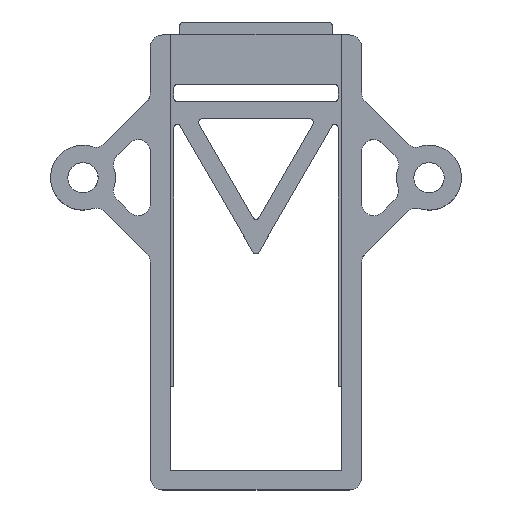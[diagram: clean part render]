
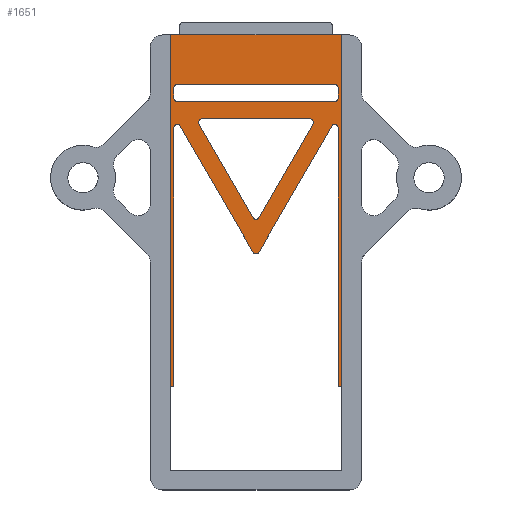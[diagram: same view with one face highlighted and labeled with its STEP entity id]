
A CAD part, top view. The second image highlights one B-rep face of the part: STEP entity #1651.
In plain terms, the highlighted planar face has unit normal (0, 0, 1).
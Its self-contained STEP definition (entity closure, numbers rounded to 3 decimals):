
#26=FACE_BOUND('',#237,.T.);
#27=FACE_BOUND('',#238,.T.);
#61=PLANE('',#1816);
#142=FACE_OUTER_BOUND('',#236,.T.);
#236=EDGE_LOOP('',(#1469,#1470,#1471,#1472,#1473,#1474,#1475,#1476,#1477,
#1478,#1479,#1480));
#237=EDGE_LOOP('',(#1481,#1482,#1483,#1484,#1485,#1486));
#238=EDGE_LOOP('',(#1487,#1488,#1489,#1490,#1491,#1492,#1493,#1494));
#319=LINE('',#2460,#481);
#323=LINE('',#2468,#485);
#340=LINE('',#2514,#502);
#344=LINE('',#2524,#506);
#347=LINE('',#2532,#509);
#351=LINE('',#2542,#513);
#355=LINE('',#2552,#517);
#358=LINE('',#2560,#520);
#361=LINE('',#2568,#523);
#365=LINE('',#2577,#527);
#368=LINE('',#2587,#530);
#370=LINE('',#2593,#532);
#384=LINE('',#2635,#546);
#440=LINE('',#2775,#602);
#444=LINE('',#2786,#606);
#445=LINE('',#2788,#607);
#481=VECTOR('',#1941,10.);
#485=VECTOR('',#1945,10.);
#502=VECTOR('',#1986,10.);
#506=VECTOR('',#1996,10.);
#509=VECTOR('',#2005,10.);
#513=VECTOR('',#2015,10.);
#517=VECTOR('',#2025,10.);
#520=VECTOR('',#2034,10.);
#523=VECTOR('',#2043,10.);
#527=VECTOR('',#2053,10.);
#530=VECTOR('',#2066,10.);
#532=VECTOR('',#2074,10.);
#546=VECTOR('',#2120,10.);
#602=VECTOR('',#2270,10.);
#606=VECTOR('',#2288,10.);
#607=VECTOR('',#2291,10.);
#618=CIRCLE('',#1718,0.4);
#619=CIRCLE('',#1721,0.4);
#620=CIRCLE('',#1724,0.4);
#621=CIRCLE('',#1727,0.4);
#622=CIRCLE('',#1730,0.4);
#623=CIRCLE('',#1733,0.4);
#624=CIRCLE('',#1736,0.4);
#625=CIRCLE('',#1739,0.4);
#626=CIRCLE('',#1741,0.4);
#627=CIRCLE('',#1744,0.4);
#722=VERTEX_POINT('',#2457);
#723=VERTEX_POINT('',#2459);
#726=VERTEX_POINT('',#2465);
#727=VERTEX_POINT('',#2467);
#744=VERTEX_POINT('',#2513);
#745=VERTEX_POINT('',#2517);
#746=VERTEX_POINT('',#2518);
#747=VERTEX_POINT('',#2523);
#748=VERTEX_POINT('',#2527);
#749=VERTEX_POINT('',#2531);
#750=VERTEX_POINT('',#2535);
#751=VERTEX_POINT('',#2536);
#752=VERTEX_POINT('',#2541);
#753=VERTEX_POINT('',#2545);
#754=VERTEX_POINT('',#2546);
#755=VERTEX_POINT('',#2551);
#756=VERTEX_POINT('',#2555);
#757=VERTEX_POINT('',#2559);
#758=VERTEX_POINT('',#2563);
#759=VERTEX_POINT('',#2567);
#760=VERTEX_POINT('',#2571);
#761=VERTEX_POINT('',#2572);
#762=VERTEX_POINT('',#2579);
#763=VERTEX_POINT('',#2583);
#764=VERTEX_POINT('',#2589);
#776=VERTEX_POINT('',#2634);
#883=EDGE_CURVE('',#723,#722,#319,.T.);
#887=EDGE_CURVE('',#727,#726,#323,.T.);
#910=EDGE_CURVE('',#744,#723,#340,.T.);
#912=EDGE_CURVE('',#745,#746,#618,.T.);
#915=EDGE_CURVE('',#747,#746,#344,.T.);
#917=EDGE_CURVE('',#747,#748,#619,.T.);
#919=EDGE_CURVE('',#749,#748,#347,.T.);
#921=EDGE_CURVE('',#750,#751,#620,.T.);
#924=EDGE_CURVE('',#752,#751,#351,.T.);
#926=EDGE_CURVE('',#753,#754,#621,.T.);
#929=EDGE_CURVE('',#755,#754,#355,.T.);
#931=EDGE_CURVE('',#752,#756,#622,.T.);
#933=EDGE_CURVE('',#757,#756,#358,.T.);
#935=EDGE_CURVE('',#749,#758,#623,.T.);
#937=EDGE_CURVE('',#759,#758,#361,.T.);
#939=EDGE_CURVE('',#760,#761,#624,.T.);
#942=EDGE_CURVE('',#722,#761,#365,.T.);
#943=EDGE_CURVE('',#755,#762,#625,.T.);
#945=EDGE_CURVE('',#757,#763,#626,.T.);
#947=EDGE_CURVE('',#750,#763,#368,.T.);
#948=EDGE_CURVE('',#759,#764,#627,.T.);
#950=EDGE_CURVE('',#745,#764,#370,.T.);
#971=EDGE_CURVE('',#744,#776,#384,.T.);
#1046=EDGE_CURVE('',#753,#727,#440,.T.);
#1050=EDGE_CURVE('',#760,#762,#444,.T.);
#1051=EDGE_CURVE('',#726,#776,#445,.T.);
#1469=ORIENTED_EDGE('',*,*,#943,.F.);
#1470=ORIENTED_EDGE('',*,*,#929,.T.);
#1471=ORIENTED_EDGE('',*,*,#926,.F.);
#1472=ORIENTED_EDGE('',*,*,#1046,.T.);
#1473=ORIENTED_EDGE('',*,*,#887,.T.);
#1474=ORIENTED_EDGE('',*,*,#1051,.T.);
#1475=ORIENTED_EDGE('',*,*,#971,.F.);
#1476=ORIENTED_EDGE('',*,*,#910,.T.);
#1477=ORIENTED_EDGE('',*,*,#883,.T.);
#1478=ORIENTED_EDGE('',*,*,#942,.T.);
#1479=ORIENTED_EDGE('',*,*,#939,.F.);
#1480=ORIENTED_EDGE('',*,*,#1050,.T.);
#1481=ORIENTED_EDGE('',*,*,#933,.T.);
#1482=ORIENTED_EDGE('',*,*,#931,.F.);
#1483=ORIENTED_EDGE('',*,*,#924,.T.);
#1484=ORIENTED_EDGE('',*,*,#921,.F.);
#1485=ORIENTED_EDGE('',*,*,#947,.T.);
#1486=ORIENTED_EDGE('',*,*,#945,.F.);
#1487=ORIENTED_EDGE('',*,*,#937,.T.);
#1488=ORIENTED_EDGE('',*,*,#935,.F.);
#1489=ORIENTED_EDGE('',*,*,#919,.T.);
#1490=ORIENTED_EDGE('',*,*,#917,.F.);
#1491=ORIENTED_EDGE('',*,*,#915,.T.);
#1492=ORIENTED_EDGE('',*,*,#912,.F.);
#1493=ORIENTED_EDGE('',*,*,#950,.T.);
#1494=ORIENTED_EDGE('',*,*,#948,.F.);
#1651=ADVANCED_FACE('',(#142,#26,#27),#61,.F.);
#1718=AXIS2_PLACEMENT_3D('',#2519,#1990,#1991);
#1721=AXIS2_PLACEMENT_3D('',#2528,#2000,#2001);
#1724=AXIS2_PLACEMENT_3D('',#2537,#2009,#2010);
#1727=AXIS2_PLACEMENT_3D('',#2547,#2019,#2020);
#1730=AXIS2_PLACEMENT_3D('',#2556,#2029,#2030);
#1733=AXIS2_PLACEMENT_3D('',#2564,#2038,#2039);
#1736=AXIS2_PLACEMENT_3D('',#2573,#2047,#2048);
#1739=AXIS2_PLACEMENT_3D('',#2580,#2056,#2057);
#1741=AXIS2_PLACEMENT_3D('',#2584,#2061,#2062);
#1744=AXIS2_PLACEMENT_3D('',#2590,#2069,#2070);
#1816=AXIS2_PLACEMENT_3D('',#2787,#2289,#2290);
#1941=DIRECTION('',(1.,0.,0.));
#1945=DIRECTION('',(1.,0.,0.));
#1986=DIRECTION('',(0.,-1.,0.));
#1990=DIRECTION('center_axis',(0.,0.,1.));
#1991=DIRECTION('ref_axis',(-0.707,-0.707,0.));
#1996=DIRECTION('',(-1.,0.,0.));
#2000=DIRECTION('center_axis',(0.,0.,1.));
#2001=DIRECTION('ref_axis',(0.707,-0.707,0.));
#2005=DIRECTION('',(0.,-1.,0.));
#2009=DIRECTION('center_axis',(0.,0.,1.));
#2010=DIRECTION('ref_axis',(0.,-1.,0.));
#2015=DIRECTION('',(-0.5,-0.866,0.));
#2019=DIRECTION('center_axis',(0.,0.,1.));
#2020=DIRECTION('ref_axis',(0.259,0.966,0.));
#2025=DIRECTION('',(0.5,0.866,0.));
#2029=DIRECTION('center_axis',(0.,0.,1.));
#2030=DIRECTION('ref_axis',(0.866,0.5,0.));
#2034=DIRECTION('',(1.,0.,0.));
#2038=DIRECTION('center_axis',(0.,0.,1.));
#2039=DIRECTION('ref_axis',(0.707,0.707,0.));
#2043=DIRECTION('',(1.,0.,0.));
#2047=DIRECTION('center_axis',(0.,0.,1.));
#2048=DIRECTION('ref_axis',(-0.259,0.966,0.));
#2053=DIRECTION('',(0.,1.,0.));
#2056=DIRECTION('center_axis',(0.,0.,-1.));
#2057=DIRECTION('ref_axis',(0.,-1.,0.));
#2061=DIRECTION('center_axis',(0.,0.,1.));
#2062=DIRECTION('ref_axis',(-0.866,0.5,0.));
#2066=DIRECTION('',(-0.5,0.866,0.));
#2069=DIRECTION('center_axis',(0.,0.,1.));
#2070=DIRECTION('ref_axis',(-0.707,0.707,0.));
#2074=DIRECTION('',(0.,1.,0.));
#2120=DIRECTION('',(1.,0.,0.));
#2270=DIRECTION('',(0.,-1.,0.));
#2288=DIRECTION('',(0.5,-0.866,0.));
#2289=DIRECTION('center_axis',(0.,0.,-1.));
#2290=DIRECTION('ref_axis',(-1.,0.,0.));
#2291=DIRECTION('',(0.,1.,0.));
#2457=CARTESIAN_POINT('',(1.,-38.92,-0.3));
#2459=CARTESIAN_POINT('',(-0.3,-38.92,-0.3));
#2460=CARTESIAN_POINT('',(10.65,-38.92,-0.3));
#2465=CARTESIAN_POINT('',(21.3,-38.92,-0.3));
#2467=CARTESIAN_POINT('',(20.,-38.92,-0.3));
#2468=CARTESIAN_POINT('',(10.65,-38.92,-0.3));
#2513=CARTESIAN_POINT('',(-0.3,1.7,-0.3));
#2514=CARTESIAN_POINT('',(-0.3,0.,-0.3));
#2517=CARTESIAN_POINT('',(1.,-5.6,-0.3));
#2518=CARTESIAN_POINT('',(1.4,-6.,-0.3));
#2519=CARTESIAN_POINT('Origin',(1.4,-5.6,-0.3));
#2523=CARTESIAN_POINT('',(19.6,-6.,-0.3));
#2524=CARTESIAN_POINT('',(20.65,-6.,-0.3));
#2527=CARTESIAN_POINT('',(20.,-5.6,-0.3));
#2528=CARTESIAN_POINT('Origin',(19.6,-5.6,-0.3));
#2531=CARTESIAN_POINT('',(20.,-4.4,-0.3));
#2532=CARTESIAN_POINT('',(20.,-2.,-0.3));
#2535=CARTESIAN_POINT('',(10.154,-19.4,-0.3));
#2536=CARTESIAN_POINT('',(10.846,-19.4,-0.3));
#2537=CARTESIAN_POINT('Origin',(10.5,-19.2,-0.3));
#2541=CARTESIAN_POINT('',(17.082,-8.6,-0.3));
#2542=CARTESIAN_POINT('',(19.644,-4.162,-0.3));
#2545=CARTESIAN_POINT('',(20.,-9.038,-0.3));
#2546=CARTESIAN_POINT('',(19.254,-8.838,-0.3));
#2547=CARTESIAN_POINT('Origin',(19.6,-9.038,-0.3));
#2551=CARTESIAN_POINT('',(10.846,-23.4,-0.3));
#2552=CARTESIAN_POINT('',(17.046,-12.662,-0.3));
#2555=CARTESIAN_POINT('',(16.735,-8.,-0.3));
#2556=CARTESIAN_POINT('Origin',(16.735,-8.4,-0.3));
#2559=CARTESIAN_POINT('',(4.265,-8.,-0.3));
#2560=CARTESIAN_POINT('',(12.436,-8.,-0.3));
#2563=CARTESIAN_POINT('',(19.6,-4.,-0.3));
#2564=CARTESIAN_POINT('Origin',(19.6,-4.4,-0.3));
#2567=CARTESIAN_POINT('',(1.4,-4.,-0.3));
#2568=CARTESIAN_POINT('',(11.15,-4.,-0.3));
#2571=CARTESIAN_POINT('',(1.746,-8.838,-0.3));
#2572=CARTESIAN_POINT('',(1.,-9.038,-0.3));
#2573=CARTESIAN_POINT('Origin',(1.4,-9.038,-0.3));
#2577=CARTESIAN_POINT('',(1.,-24.1,-0.3));
#2579=CARTESIAN_POINT('',(10.154,-23.4,-0.3));
#2580=CARTESIAN_POINT('Origin',(10.5,-23.2,-0.3));
#2583=CARTESIAN_POINT('',(3.918,-8.6,-0.3));
#2584=CARTESIAN_POINT('Origin',(4.265,-8.4,-0.3));
#2587=CARTESIAN_POINT('',(7.52,-14.838,-0.3));
#2589=CARTESIAN_POINT('',(1.,-4.4,-0.3));
#2590=CARTESIAN_POINT('Origin',(1.4,-4.4,-0.3));
#2593=CARTESIAN_POINT('',(1.,-3.,-0.3));
#2634=CARTESIAN_POINT('',(21.3,1.7,-0.3));
#2635=CARTESIAN_POINT('',(9.8,1.7,-0.3));
#2775=CARTESIAN_POINT('',(20.,-3.773,-0.3));
#2786=CARTESIAN_POINT('',(1.904,-9.111,-0.3));
#2787=CARTESIAN_POINT('Origin',(21.3,0.,-0.3));
#2788=CARTESIAN_POINT('',(21.3,0.,-0.3));
